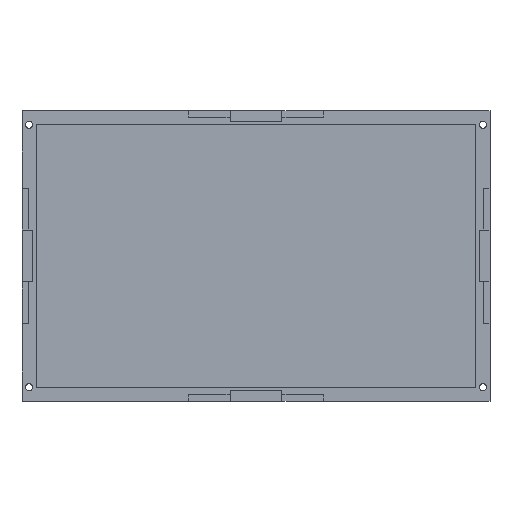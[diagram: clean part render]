
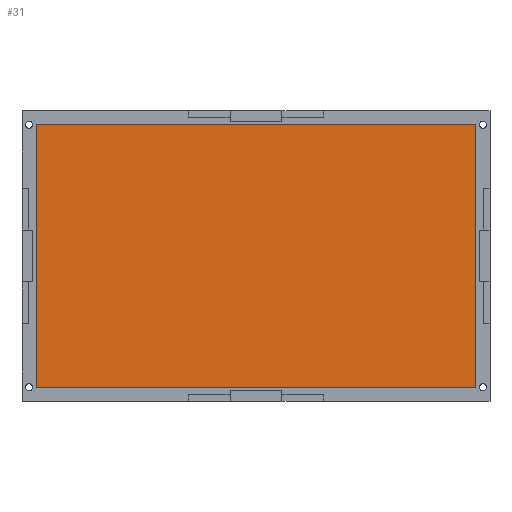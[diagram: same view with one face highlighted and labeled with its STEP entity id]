
A CAD part, top view. The second image highlights one B-rep face of the part: STEP entity #31.
In plain terms, the highlighted free-form (B-spline) face has degree [1, 1] with [2, 2] control points.
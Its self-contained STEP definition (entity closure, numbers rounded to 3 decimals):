
#31=ADVANCED_FACE('',(#90),#2185,.T.);
#90=FACE_OUTER_BOUND('',#153,.T.);
#153=EDGE_LOOP('',(#262,#263,#264,#265));
#262=ORIENTED_EDGE('',*,*,#1462,.F.);
#263=ORIENTED_EDGE('',*,*,#1465,.F.);
#264=ORIENTED_EDGE('',*,*,#1468,.F.);
#265=ORIENTED_EDGE('',*,*,#1470,.F.);
#625=PCURVE('',#2181,#961);
#629=PCURVE('',#2182,#965);
#633=PCURVE('',#2183,#969);
#637=PCURVE('',#2184,#973);
#638=PCURVE('',#2185,#974);
#639=PCURVE('',#2185,#975);
#640=PCURVE('',#2185,#976);
#641=PCURVE('',#2185,#977);
#961=DEFINITIONAL_REPRESENTATION('',(#1654),#3756);
#965=DEFINITIONAL_REPRESENTATION('',(#1661),#3756);
#969=DEFINITIONAL_REPRESENTATION('',(#1668),#3756);
#973=DEFINITIONAL_REPRESENTATION('',(#1674),#3756);
#974=DEFINITIONAL_REPRESENTATION('',(#1675),#3756);
#975=DEFINITIONAL_REPRESENTATION('',(#1676),#3756);
#976=DEFINITIONAL_REPRESENTATION('',(#1677),#3756);
#977=DEFINITIONAL_REPRESENTATION('',(#1678),#3756);
#1294=SURFACE_CURVE('',#1653,(#625,#638),.PCURVE_S1.);
#1297=SURFACE_CURVE('',#1660,(#629,#639),.PCURVE_S1.);
#1300=SURFACE_CURVE('',#1667,(#633,#640),.PCURVE_S1.);
#1302=SURFACE_CURVE('',#1673,(#637,#641),.PCURVE_S1.);
#1462=EDGE_CURVE('',#2067,#2066,#1294,.T.);
#1465=EDGE_CURVE('',#2068,#2067,#1297,.T.);
#1468=EDGE_CURVE('',#2069,#2068,#1300,.T.);
#1470=EDGE_CURVE('',#2066,#2069,#1302,.T.);
#1653=B_SPLINE_CURVE_WITH_KNOTS('',1,(#2849,#2850),.UNSPECIFIED.,.F.,.F.,
(2,2),(-624.,0.),.UNSPECIFIED.);
#1654=B_SPLINE_CURVE_WITH_KNOTS('',1,(#2851,#2852),.UNSPECIFIED.,.F.,.F.,
(2,2),(-624.,0.),.UNSPECIFIED.);
#1660=B_SPLINE_CURVE_WITH_KNOTS('',1,(#2863,#2864),.UNSPECIFIED.,.F.,.F.,
(2,2),(-1284.,-624.),.UNSPECIFIED.);
#1661=B_SPLINE_CURVE_WITH_KNOTS('',1,(#2865,#2866),.UNSPECIFIED.,.F.,.F.,
(2,2),(-1284.,-624.),.UNSPECIFIED.);
#1667=B_SPLINE_CURVE_WITH_KNOTS('',1,(#2877,#2878),.UNSPECIFIED.,.F.,.F.,
(2,2),(-1908.,-1284.),.UNSPECIFIED.);
#1668=B_SPLINE_CURVE_WITH_KNOTS('',1,(#2879,#2880),.UNSPECIFIED.,.F.,.F.,
(2,2),(-1908.,-1284.),.UNSPECIFIED.);
#1673=B_SPLINE_CURVE_WITH_KNOTS('',1,(#2889,#2890),.UNSPECIFIED.,.F.,.F.,
(2,2),(-2568.,-1908.),.UNSPECIFIED.);
#1674=B_SPLINE_CURVE_WITH_KNOTS('',1,(#2891,#2892),.UNSPECIFIED.,.F.,.F.,
(2,2),(-2568.,-1908.),.UNSPECIFIED.);
#1675=B_SPLINE_CURVE_WITH_KNOTS('',1,(#2893,#2894),.UNSPECIFIED.,.F.,.F.,
(2,2),(-624.,0.),.UNSPECIFIED.);
#1676=B_SPLINE_CURVE_WITH_KNOTS('',1,(#2895,#2896),.UNSPECIFIED.,.F.,.F.,
(2,2),(-1284.,-624.),.UNSPECIFIED.);
#1677=B_SPLINE_CURVE_WITH_KNOTS('',1,(#2897,#2898),.UNSPECIFIED.,.F.,.F.,
(2,2),(-1908.,-1284.),.UNSPECIFIED.);
#1678=B_SPLINE_CURVE_WITH_KNOTS('',1,(#2899,#2900),.UNSPECIFIED.,.F.,.F.,
(2,2),(-2568.,-1908.),.UNSPECIFIED.);
#2066=VERTEX_POINT('',#2547);
#2067=VERTEX_POINT('',#2548);
#2068=VERTEX_POINT('',#2549);
#2069=VERTEX_POINT('',#2550);
#2181=B_SPLINE_SURFACE_WITH_KNOTS('',1,1,((#2267,#2268),(#2269,#2270)),
 .UNSPECIFIED.,.F.,.F.,.F.,(2,2),(2,2),(0.,22.),(0.,624.),.UNSPECIFIED.);
#2182=B_SPLINE_SURFACE_WITH_KNOTS('',1,1,((#2271,#2272),(#2273,#2274)),
 .UNSPECIFIED.,.F.,.F.,.F.,(2,2),(2,2),(0.,22.),(624.,1284.),
 .UNSPECIFIED.);
#2183=B_SPLINE_SURFACE_WITH_KNOTS('',1,1,((#2275,#2276),(#2277,#2278)),
 .UNSPECIFIED.,.F.,.F.,.F.,(2,2),(2,2),(0.,22.),(1284.,1908.),
 .UNSPECIFIED.);
#2184=B_SPLINE_SURFACE_WITH_KNOTS('',1,1,((#2279,#2280),(#2281,#2282)),
 .UNSPECIFIED.,.F.,.F.,.F.,(2,2),(2,2),(0.,22.),(1908.,2568.),
 .UNSPECIFIED.);
#2185=B_SPLINE_SURFACE_WITH_KNOTS('',1,1,((#2283,#2284),(#2285,#2286)),
 .UNSPECIFIED.,.F.,.F.,.F.,(2,2),(2,2),(0.,620.),(0.,370.),
 .UNSPECIFIED.);
#2267=CARTESIAN_POINT('',(-310.01,-184.991,-7.741));
#2268=CARTESIAN_POINT('',(309.99,-184.991,-7.741));
#2269=CARTESIAN_POINT('',(-310.01,-184.991,58.259));
#2270=CARTESIAN_POINT('',(309.99,-184.991,58.259));
#2271=CARTESIAN_POINT('',(309.99,-184.991,-7.741));
#2272=CARTESIAN_POINT('',(309.99,185.009,-7.741));
#2273=CARTESIAN_POINT('',(309.99,-184.991,58.259));
#2274=CARTESIAN_POINT('',(309.99,185.009,58.259));
#2275=CARTESIAN_POINT('',(309.99,185.009,-7.741));
#2276=CARTESIAN_POINT('',(-310.01,185.009,-7.741));
#2277=CARTESIAN_POINT('',(309.99,185.009,58.259));
#2278=CARTESIAN_POINT('',(-310.01,185.009,58.259));
#2279=CARTESIAN_POINT('',(-310.01,185.009,-7.741));
#2280=CARTESIAN_POINT('',(-310.01,-184.991,-7.741));
#2281=CARTESIAN_POINT('',(-310.01,185.009,58.259));
#2282=CARTESIAN_POINT('',(-310.01,-184.991,58.259));
#2283=CARTESIAN_POINT('',(-310.01,-184.991,-7.741));
#2284=CARTESIAN_POINT('',(-310.01,185.009,-7.741));
#2285=CARTESIAN_POINT('',(309.99,-184.991,-7.741));
#2286=CARTESIAN_POINT('',(309.99,185.009,-7.741));
#2547=CARTESIAN_POINT('',(-310.01,-184.991,-7.741));
#2548=CARTESIAN_POINT('',(309.99,-184.991,-7.741));
#2549=CARTESIAN_POINT('',(309.99,185.009,-7.741));
#2550=CARTESIAN_POINT('',(-310.01,185.009,-7.741));
#2849=CARTESIAN_POINT('',(309.99,-184.991,-7.741));
#2850=CARTESIAN_POINT('',(-310.01,-184.991,-7.741));
#2851=CARTESIAN_POINT('',(0.,624.));
#2852=CARTESIAN_POINT('',(0.,0.));
#2863=CARTESIAN_POINT('',(309.99,185.009,-7.741));
#2864=CARTESIAN_POINT('',(309.99,-184.991,-7.741));
#2865=CARTESIAN_POINT('',(0.,1284.));
#2866=CARTESIAN_POINT('',(0.,624.));
#2877=CARTESIAN_POINT('',(-310.01,185.009,-7.741));
#2878=CARTESIAN_POINT('',(309.99,185.009,-7.741));
#2879=CARTESIAN_POINT('',(0.,1908.));
#2880=CARTESIAN_POINT('',(0.,1284.));
#2889=CARTESIAN_POINT('',(-310.01,-184.991,-7.741));
#2890=CARTESIAN_POINT('',(-310.01,185.009,-7.741));
#2891=CARTESIAN_POINT('',(0.,2568.));
#2892=CARTESIAN_POINT('',(0.,1908.));
#2893=CARTESIAN_POINT('',(620.,0.));
#2894=CARTESIAN_POINT('',(0.,0.));
#2895=CARTESIAN_POINT('',(620.,370.));
#2896=CARTESIAN_POINT('',(620.,0.));
#2897=CARTESIAN_POINT('',(0.,370.));
#2898=CARTESIAN_POINT('',(620.,370.));
#2899=CARTESIAN_POINT('',(0.,0.));
#2900=CARTESIAN_POINT('',(0.,370.));
#3756=(
GEOMETRIC_REPRESENTATION_CONTEXT(2)
PARAMETRIC_REPRESENTATION_CONTEXT()
REPRESENTATION_CONTEXT('pspace','')
);
